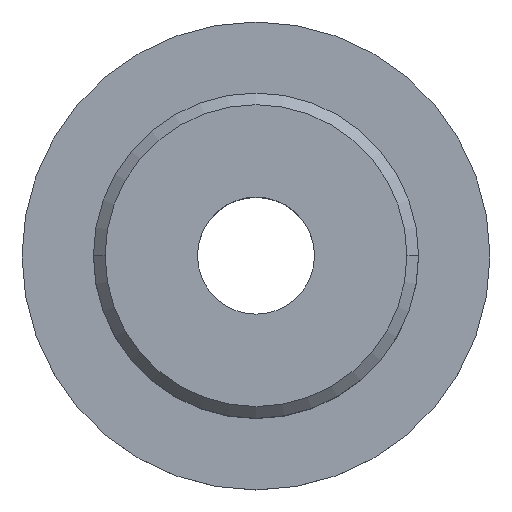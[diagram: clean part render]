
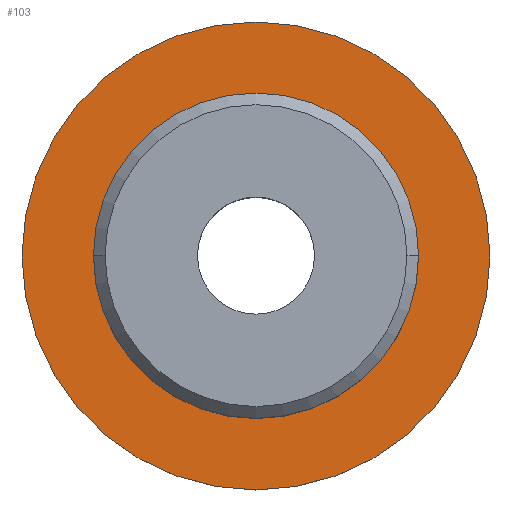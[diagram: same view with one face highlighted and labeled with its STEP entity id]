
A CAD part, top view. The second image highlights one B-rep face of the part: STEP entity #103.
In plain terms, the highlighted planar face has unit normal (0, 0, 1).
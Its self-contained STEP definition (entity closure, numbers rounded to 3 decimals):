
#31 = AXIS2_PLACEMENT_3D ( 'NONE', #568, #138, #142 ) ;
#49 = EDGE_CURVE ( 'NONE', #206, #322, #368, .T. ) ;
#56 = AXIS2_PLACEMENT_3D ( 'NONE', #450, #452, #453 ) ;
#61 = AXIS2_PLACEMENT_3D ( 'NONE', #524, #520, #516 ) ;
#63 = EDGE_CURVE ( 'NONE', #322, #206, #316, .T. ) ;
#67 = EDGE_CURVE ( 'NONE', #386, #235, #387, .T. ) ;
#70 = EDGE_CURVE ( 'NONE', #235, #386, #263, .T. ) ;
#74 = AXIS2_PLACEMENT_3D ( 'NONE', #523, #521, #515 ) ;
#80 = AXIS2_PLACEMENT_3D ( 'NONE', #517, #518, #519 ) ;
#103 = ADVANCED_FACE ( 'NONE', ( #283, #216 ), #564, .T. ) ;
#138 = DIRECTION ( 'NONE',  ( 0., 0., 1. ) ) ;
#142 = DIRECTION ( 'NONE',  ( 1., 0., 0. ) ) ;
#152 = CARTESIAN_POINT ( 'NONE',  ( 10., 0., 1.5 ) ) ;
#156 = CARTESIAN_POINT ( 'NONE',  ( 6.95, 0., 1.5 ) ) ;
#157 = CARTESIAN_POINT ( 'NONE',  ( -6.95, 0., 1.5 ) ) ;
#173 = CARTESIAN_POINT ( 'NONE',  ( -10., 0., 1.5 ) ) ;
#206 = VERTEX_POINT ( 'NONE', #152 ) ;
#216 = FACE_BOUND ( 'NONE', #355, .T. ) ;
#228 = EDGE_LOOP ( 'NONE', ( #348, #328 ) ) ;
#235 = VERTEX_POINT ( 'NONE', #156 ) ;
#263 = CIRCLE ( 'NONE', #80, 6.95 ) ;
#283 = FACE_OUTER_BOUND ( 'NONE', #228, .T. ) ;
#306 = ORIENTED_EDGE ( 'NONE', *, *, #70, .F. ) ;
#316 = CIRCLE ( 'NONE', #74, 10. ) ;
#322 = VERTEX_POINT ( 'NONE', #173 ) ;
#328 = ORIENTED_EDGE ( 'NONE', *, *, #49, .T. ) ;
#348 = ORIENTED_EDGE ( 'NONE', *, *, #63, .T. ) ;
#350 = ORIENTED_EDGE ( 'NONE', *, *, #67, .F. ) ;
#355 = EDGE_LOOP ( 'NONE', ( #350, #306 ) ) ;
#368 = CIRCLE ( 'NONE', #56, 10. ) ;
#386 = VERTEX_POINT ( 'NONE', #157 ) ;
#387 = CIRCLE ( 'NONE', #61, 6.95 ) ;
#450 = CARTESIAN_POINT ( 'NONE',  ( 0., 0., 1.5 ) ) ;
#452 = DIRECTION ( 'NONE',  ( 0., 0., 1. ) ) ;
#453 = DIRECTION ( 'NONE',  ( 1., 0., 0. ) ) ;
#515 = DIRECTION ( 'NONE',  ( 1., 0., 0. ) ) ;
#516 = DIRECTION ( 'NONE',  ( 1., 0., 0. ) ) ;
#517 = CARTESIAN_POINT ( 'NONE',  ( 0., 0., 1.5 ) ) ;
#518 = DIRECTION ( 'NONE',  ( 0., 0., 1. ) ) ;
#519 = DIRECTION ( 'NONE',  ( 1., 0., 0. ) ) ;
#520 = DIRECTION ( 'NONE',  ( 0., 0., 1. ) ) ;
#521 = DIRECTION ( 'NONE',  ( 0., 0., 1. ) ) ;
#523 = CARTESIAN_POINT ( 'NONE',  ( 0., 0., 1.5 ) ) ;
#524 = CARTESIAN_POINT ( 'NONE',  ( 0., 0., 1.5 ) ) ;
#564 = PLANE ( 'NONE',  #31 ) ;
#568 = CARTESIAN_POINT ( 'NONE',  ( 0., 0., 1.5 ) ) ;
